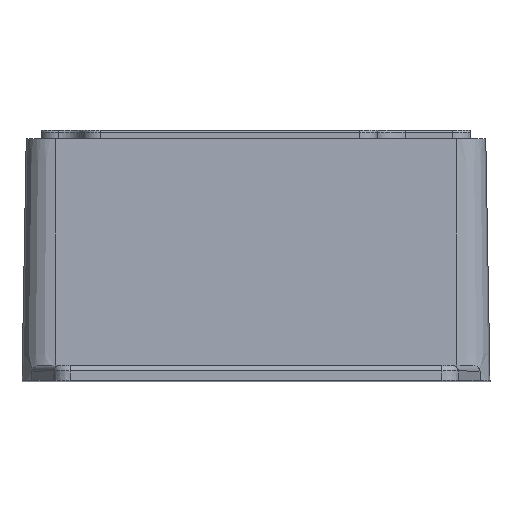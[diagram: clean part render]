
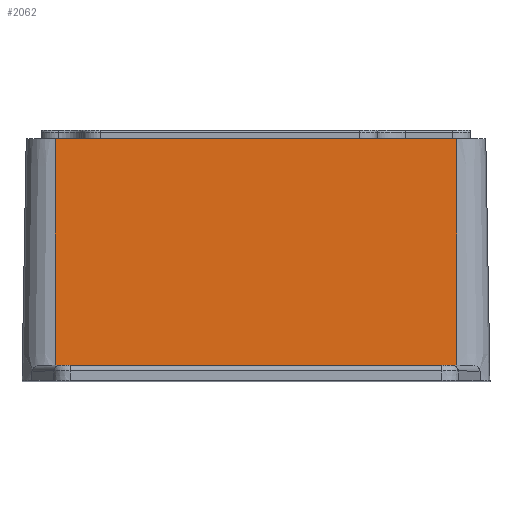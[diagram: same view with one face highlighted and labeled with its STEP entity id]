
A CAD part, top view. The second image highlights one B-rep face of the part: STEP entity #2062.
In plain terms, the highlighted planar face has unit normal (0, 0.018, 1).
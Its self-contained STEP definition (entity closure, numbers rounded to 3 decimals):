
#1990 = VERTEX_POINT('',#1991);
#1991 = CARTESIAN_POINT('',(34.9,-39.384,62.937));
#2044 = VERTEX_POINT('',#2045);
#2045 = CARTESIAN_POINT('',(34.9,0.,62.25));
#2052 = EDGE_CURVE('',#1990,#2044,#2053,.T.);
#2053 = LINE('',#2054,#2055);
#2054 = CARTESIAN_POINT('',(34.9,0.,62.25));
#2055 = VECTOR('',#2056,1.);
#2056 = DIRECTION('',(0.,1.,-0.017));
#2062 = ADVANCED_FACE('',(#2063),#2088,.T.);
#2063 = FACE_BOUND('',#2064,.T.);
#2064 = EDGE_LOOP('',(#2065,#2075,#2081,#2082));
#2065 = ORIENTED_EDGE('',*,*,#2066,.F.);
#2066 = EDGE_CURVE('',#2067,#2069,#2071,.T.);
#2067 = VERTEX_POINT('',#2068);
#2068 = CARTESIAN_POINT('',(-34.9,-39.384,62.937));
#2069 = VERTEX_POINT('',#2070);
#2070 = CARTESIAN_POINT('',(-34.9,0.,62.25));
#2071 = LINE('',#2072,#2073);
#2072 = CARTESIAN_POINT('',(-34.9,0.,62.25));
#2073 = VECTOR('',#2074,1.);
#2074 = DIRECTION('',(0.,1.,
    -0.017));
#2075 = ORIENTED_EDGE('',*,*,#2076,.T.);
#2076 = EDGE_CURVE('',#2067,#1990,#2077,.T.);
#2077 = LINE('',#2078,#2079);
#2078 = CARTESIAN_POINT('',(-34.9,-39.384,62.937));
#2079 = VECTOR('',#2080,1.);
#2080 = DIRECTION('',(1.,0.,-0.));
#2081 = ORIENTED_EDGE('',*,*,#2052,.T.);
#2082 = ORIENTED_EDGE('',*,*,#2083,.F.);
#2083 = EDGE_CURVE('',#2069,#2044,#2084,.T.);
#2084 = LINE('',#2085,#2086);
#2085 = CARTESIAN_POINT('',(-34.9,0.,62.25));
#2086 = VECTOR('',#2087,1.);
#2087 = DIRECTION('',(1.,0.,0.));
#2088 = PLANE('',#2089);
#2089 = AXIS2_PLACEMENT_3D('',#2090,#2091,#2092);
#2090 = CARTESIAN_POINT('',(-34.9,0.,62.25));
#2091 = DIRECTION('',(0.,0.017,1.));
#2092 = DIRECTION('',(0.,-1.,0.017));
